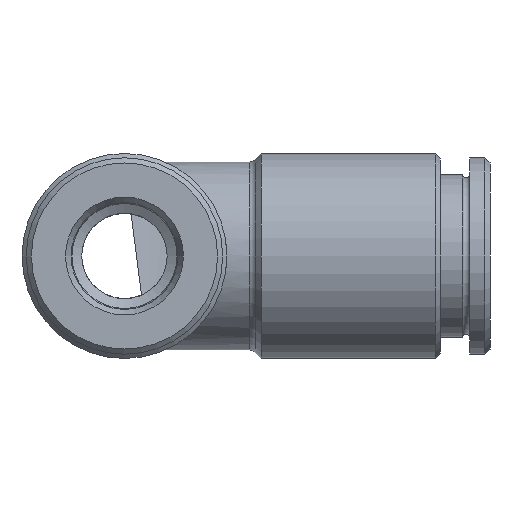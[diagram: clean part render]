
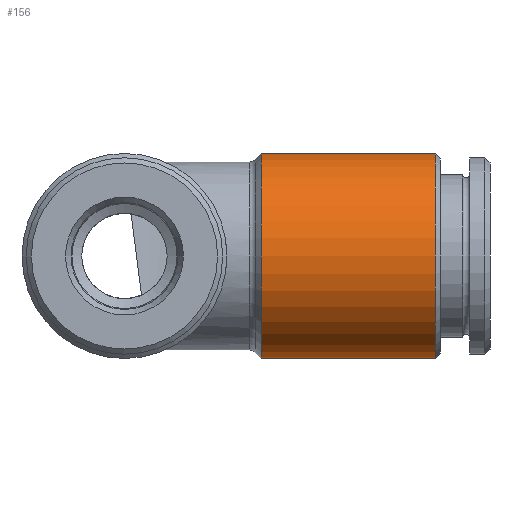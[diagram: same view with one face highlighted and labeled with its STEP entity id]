
A CAD part, left-side view. The second image highlights one B-rep face of the part: STEP entity #156.
In plain terms, the highlighted cylindrical face has radius 6 mm (diameter 12 mm), a full revolution.
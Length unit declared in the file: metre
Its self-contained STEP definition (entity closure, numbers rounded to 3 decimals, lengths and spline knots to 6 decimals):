
#156 = ADVANCED_FACE( 'NONE', ( #358, #359 ), #360, .T. );
#358 = FACE_OUTER_BOUND( '', #772, .T. );
#359 = FACE_OUTER_BOUND( '', #773, .T. );
#360 = CYLINDRICAL_SURFACE( '', #774, 0.006 );
#772 = EDGE_LOOP( '', ( #1067 ) );
#773 = EDGE_LOOP( '', ( #1068 ) );
#774 = AXIS2_PLACEMENT_3D( '', #1069, #1070, #1071 );
#1067 = ORIENTED_EDGE( '', *, *, #1249, .T. );
#1068 = ORIENTED_EDGE( '', *, *, #1243, .T. );
#1069 = CARTESIAN_POINT( '', ( 0., 0., 0. ) );
#1070 = DIRECTION( '', ( 0., -1., 0. ) );
#1071 = DIRECTION( '', ( 0., 0., 1. ) );
#1243 = EDGE_CURVE( 'NONE', #1400, #1400, #1401, .T. );
#1249 = EDGE_CURVE( 'NONE', #1409, #1409, #1410, .T. );
#1400 = VERTEX_POINT( '', #1708 );
#1401 = CIRCLE( '', #1709, 0.006 );
#1409 = VERTEX_POINT( '', #1717 );
#1410 = CIRCLE( '', #1718, 0.006 );
#1708 = CARTESIAN_POINT( '', ( 0., -0.0182, 0.006 ) );
#1709 = AXIS2_PLACEMENT_3D( '', #1864, #1865, #1866 );
#1717 = CARTESIAN_POINT( '', ( 0., -0.008, -0.006 ) );
#1718 = AXIS2_PLACEMENT_3D( '', #1873, #1874, #1875 );
#1864 = CARTESIAN_POINT( '', ( 0., -0.0182, 0. ) );
#1865 = DIRECTION( '', ( 0., 1., 0. ) );
#1866 = DIRECTION( '', ( 0., 0., 1. ) );
#1873 = CARTESIAN_POINT( '', ( 0., -0.008, 0. ) );
#1874 = DIRECTION( '', ( 0., -1., 0. ) );
#1875 = DIRECTION( '', ( 0., 0., -1. ) );
